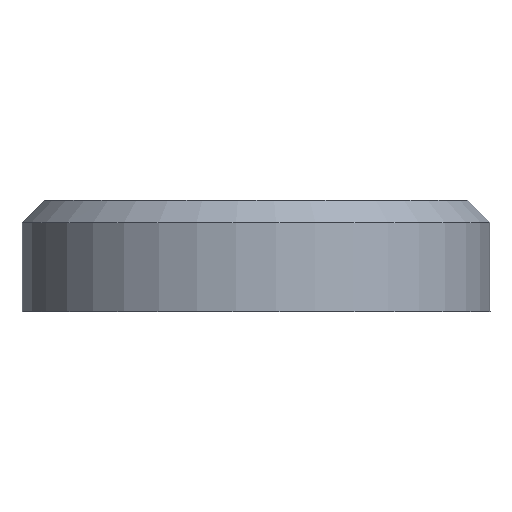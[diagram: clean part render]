
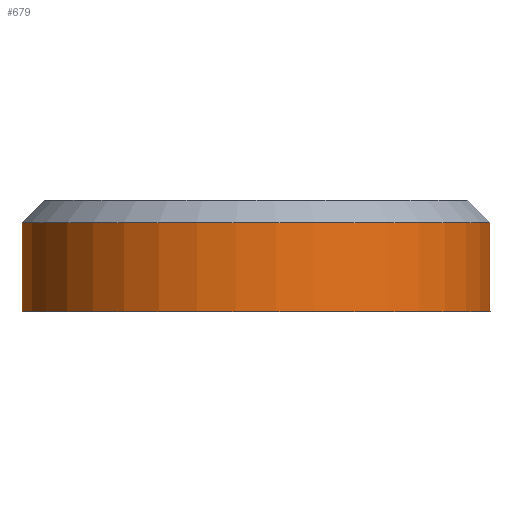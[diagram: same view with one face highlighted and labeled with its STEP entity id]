
A CAD part, left-side view. The second image highlights one B-rep face of the part: STEP entity #679.
In plain terms, the highlighted cylindrical face has radius 21 mm (diameter 42 mm), a partial arc.
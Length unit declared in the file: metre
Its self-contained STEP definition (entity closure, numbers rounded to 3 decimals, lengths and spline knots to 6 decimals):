
#76=CIRCLE('',#726,0.021);
#88=CIRCLE('',#760,0.021);
#219=ORIENTED_EDGE('',*,*,#356,.F.);
#220=ORIENTED_EDGE('',*,*,#357,.T.);
#221=ORIENTED_EDGE('',*,*,#358,.T.);
#222=ORIENTED_EDGE('',*,*,#311,.F.);
#311=EDGE_CURVE('',#406,#407,#76,.T.);
#356=EDGE_CURVE('',#433,#406,#479,.T.);
#357=EDGE_CURVE('',#433,#434,#88,.F.);
#358=EDGE_CURVE('',#434,#407,#480,.T.);
#406=VERTEX_POINT('',#1076);
#407=VERTEX_POINT('',#1078);
#433=VERTEX_POINT('',#1199);
#434=VERTEX_POINT('',#1203);
#479=LINE('',#1200,#525);
#480=LINE('',#1204,#526);
#525=VECTOR('',#913,1.);
#526=VECTOR('',#918,1.);
#567=EDGE_LOOP('',(#219,#220,#221,#222));
#622=FACE_BOUND('',#567,.T.);
#649=CYLINDRICAL_SURFACE('',#759,0.021);
#679=ADVANCED_FACE('',(#622),#649,.T.);
#726=AXIS2_PLACEMENT_3D('',#1077,#819,#820);
#759=AXIS2_PLACEMENT_3D('',#1201,#914,#915);
#760=AXIS2_PLACEMENT_3D('',#1202,#916,#917);
#819=DIRECTION('',(0.,0.,-1.));
#820=DIRECTION('',(-1.,0.,0.));
#913=DIRECTION('',(0.,0.,-1.));
#914=DIRECTION('',(0.,0.,-1.));
#915=DIRECTION('',(-1.,0.,0.));
#916=DIRECTION('',(0.,0.,1.));
#917=DIRECTION('',(1.,0.,0.));
#918=DIRECTION('',(0.,0.,-1.));
#1076=CARTESIAN_POINT('',(0.018466,-0.01,0.));
#1077=CARTESIAN_POINT('',(0.,0.,0.));
#1078=CARTESIAN_POINT('',(0.018466,0.01,0.));
#1199=CARTESIAN_POINT('',(0.018466,-0.01,0.008));
#1200=CARTESIAN_POINT('',(0.018466,-0.01,0.01));
#1201=CARTESIAN_POINT('',(0.,0.,0.01));
#1202=CARTESIAN_POINT('',(0.,0.,0.008));
#1203=CARTESIAN_POINT('',(0.018466,0.01,0.008));
#1204=CARTESIAN_POINT('',(0.018466,0.01,0.01));
